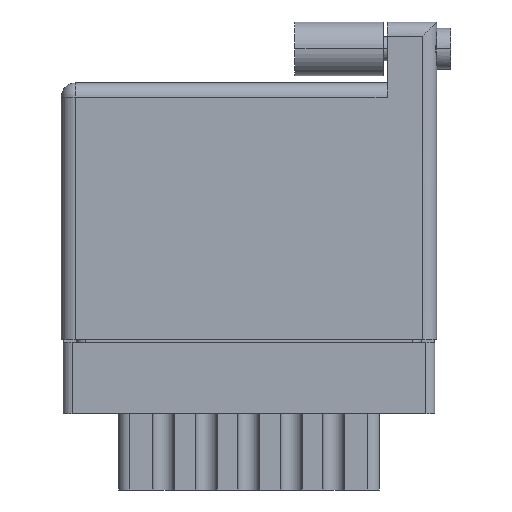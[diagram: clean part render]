
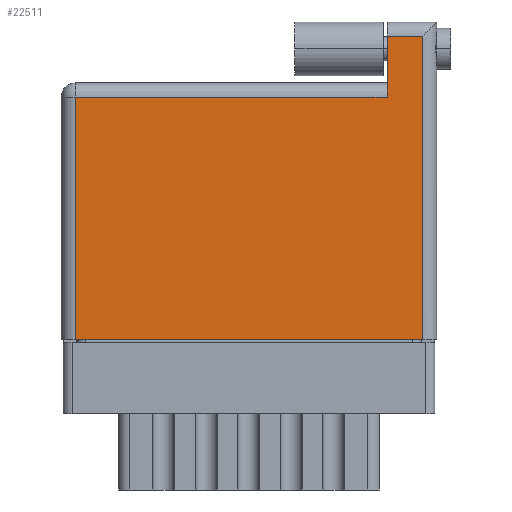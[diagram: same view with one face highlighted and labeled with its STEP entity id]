
A CAD part, front view. The second image highlights one B-rep face of the part: STEP entity #22511.
In plain terms, the highlighted face is planar.
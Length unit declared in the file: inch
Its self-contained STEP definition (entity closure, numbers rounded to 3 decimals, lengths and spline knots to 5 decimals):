
#38 = CARTESIAN_POINT ( 'NONE',  ( 0., 0., 0. ) ) ;
#92 = LINE ( 'NONE', #38, #19835 ) ;
#256 = EDGE_CURVE ( 'NONE', #26647, #12379, #8252, .T. ) ;
#1861 = EDGE_CURVE ( 'NONE', #12379, #13177, #8826, .T. ) ;
#1933 = CARTESIAN_POINT ( 'NONE',  ( 1.15, 1.07, 0. ) ) ;
#3047 = VERTEX_POINT ( 'NONE', #14688 ) ;
#4008 = DIRECTION ( 'NONE',  ( -1., 0., 0. ) ) ;
#4398 = DIRECTION ( 'NONE',  ( 0., -1., 0. ) ) ;
#4997 = CARTESIAN_POINT ( 'NONE',  ( 0.05, 0., 0. ) ) ;
#5672 = ORIENTED_EDGE ( 'NONE', *, *, #256, .T. ) ;
#6362 = EDGE_CURVE ( 'NONE', #10963, #26647, #92, .T. ) ;
#6751 = ORIENTED_EDGE ( 'NONE', *, *, #21975, .T. ) ;
#7329 = AXIS2_PLACEMENT_3D ( 'NONE', #27014, #20716, #4008 ) ;
#7495 = LINE ( 'NONE', #19286, #19976 ) ;
#7602 = VERTEX_POINT ( 'NONE', #15053 ) ;
#7919 = ORIENTED_EDGE ( 'NONE', *, *, #1861, .T. ) ;
#8252 = LINE ( 'NONE', #13564, #21673 ) ;
#8462 = VECTOR ( 'NONE', #27170, 39.37008 ) ;
#8676 = CARTESIAN_POINT ( 'NONE',  ( 1.15, 1.12, 0. ) ) ;
#8826 = LINE ( 'NONE', #23441, #17977 ) ;
#9192 = VECTOR ( 'NONE', #4398, 39.37008 ) ;
#9598 = ORIENTED_EDGE ( 'NONE', *, *, #22191, .T. ) ;
#10963 = VERTEX_POINT ( 'NONE', #4997 ) ;
#12379 = VERTEX_POINT ( 'NONE', #17915 ) ;
#13177 = VERTEX_POINT ( 'NONE', #1933 ) ;
#13187 = EDGE_CURVE ( 'NONE', #7602, #3047, #14025, .T. ) ;
#13334 = DIRECTION ( 'NONE',  ( 0., -1., 0. ) ) ;
#13564 = CARTESIAN_POINT ( 'NONE',  ( 1.275, 1.12, 0. ) ) ;
#14025 = LINE ( 'NONE', #20690, #8462 ) ;
#14333 = PLANE ( 'NONE',  #7329 ) ;
#14688 = CARTESIAN_POINT ( 'NONE',  ( 0.05, 0.856, 0. ) ) ;
#15053 = CARTESIAN_POINT ( 'NONE',  ( 1.15, 0.856, 0. ) ) ;
#15152 = DIRECTION ( 'NONE',  ( -1., 0., 0. ) ) ;
#16855 = CARTESIAN_POINT ( 'NONE',  ( 1.275, 0., 0. ) ) ;
#17062 = LINE ( 'NONE', #8676, #9192 ) ;
#17915 = CARTESIAN_POINT ( 'NONE',  ( 1.275, 1.07, 0. ) ) ;
#17957 = DIRECTION ( 'NONE',  ( 0., 1., 0. ) ) ;
#17977 = VECTOR ( 'NONE', #15152, 39.37008 ) ;
#19262 = DIRECTION ( 'NONE',  ( 1., 0., 0. ) ) ;
#19286 = CARTESIAN_POINT ( 'NONE',  ( 0.05, 0., 0. ) ) ;
#19835 = VECTOR ( 'NONE', #19262, 39.37008 ) ;
#19976 = VECTOR ( 'NONE', #13334, 39.37008 ) ;
#20601 = FACE_OUTER_BOUND ( 'NONE', #20729, .T. ) ;
#20690 = CARTESIAN_POINT ( 'NONE',  ( 0., 0.856, 0. ) ) ;
#20716 = DIRECTION ( 'NONE',  ( 0., 0., -1. ) ) ;
#20729 = EDGE_LOOP ( 'NONE', ( #26471, #5672, #7919, #6751, #21137, #9598 ) ) ;
#21137 = ORIENTED_EDGE ( 'NONE', *, *, #13187, .T. ) ;
#21673 = VECTOR ( 'NONE', #17957, 39.37008 ) ;
#21975 = EDGE_CURVE ( 'NONE', #13177, #7602, #17062, .T. ) ;
#22191 = EDGE_CURVE ( 'NONE', #3047, #10963, #7495, .T. ) ;
#22511 = ADVANCED_FACE ( 'NONE', ( #20601 ), #14333, .F. ) ;
#23441 = CARTESIAN_POINT ( 'NONE',  ( 0., 1.07, 0. ) ) ;
#26471 = ORIENTED_EDGE ( 'NONE', *, *, #6362, .T. ) ;
#26647 = VERTEX_POINT ( 'NONE', #16855 ) ;
#27014 = CARTESIAN_POINT ( 'NONE',  ( 0., 0.906, 0. ) ) ;
#27170 = DIRECTION ( 'NONE',  ( -1., 0., 0. ) ) ;
